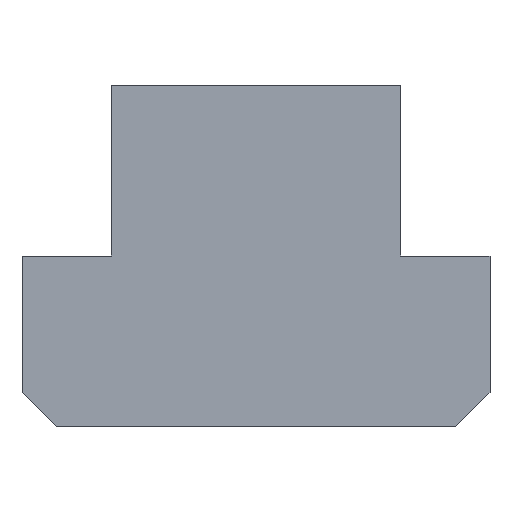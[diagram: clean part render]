
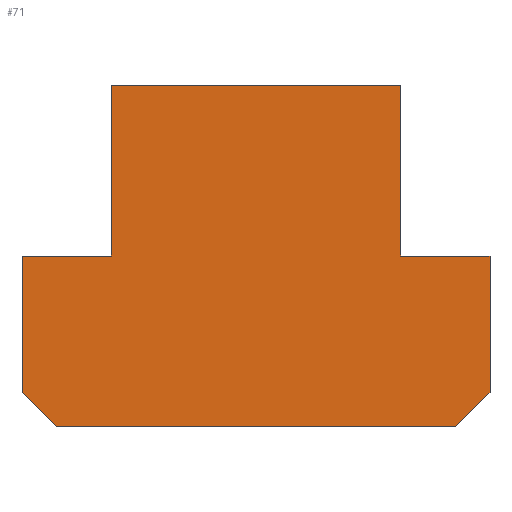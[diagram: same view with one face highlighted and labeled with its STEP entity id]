
A CAD part, front view. The second image highlights one B-rep face of the part: STEP entity #71.
In plain terms, the highlighted planar face has unit normal (0, -1, 0).
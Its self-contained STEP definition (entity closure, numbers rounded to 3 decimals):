
#71=ADVANCED_FACE('',(#138),#139,.T.);
#138=FACE_OUTER_BOUND('',#196,.T.);
#139=PLANE('',#197);
#196=EDGE_LOOP('',(#331,#332,#333,#334,#335,#336,#337,#338,#339,#340));
#197=AXIS2_PLACEMENT_3D('',#341,#342,#343);
#331=ORIENTED_EDGE('',*,*,#379,.F.);
#332=ORIENTED_EDGE('',*,*,#399,.F.);
#333=ORIENTED_EDGE('',*,*,#396,.F.);
#334=ORIENTED_EDGE('',*,*,#393,.F.);
#335=ORIENTED_EDGE('',*,*,#372,.F.);
#336=ORIENTED_EDGE('',*,*,#391,.F.);
#337=ORIENTED_EDGE('',*,*,#388,.F.);
#338=ORIENTED_EDGE('',*,*,#385,.F.);
#339=ORIENTED_EDGE('',*,*,#382,.F.);
#340=ORIENTED_EDGE('',*,*,#377,.F.);
#341=CARTESIAN_POINT('',(0.,-11.0,-0.69));
#342=DIRECTION('',(0.0,-1.0,0.));
#343=DIRECTION('',(1.0,0.0,0.0));
#372=EDGE_CURVE('',#444,#446,#447,.T.);
#377=EDGE_CURVE('',#452,#450,#454,.T.);
#379=EDGE_CURVE('',#456,#452,#457,.T.);
#382=EDGE_CURVE('',#450,#460,#461,.T.);
#385=EDGE_CURVE('',#460,#464,#465,.T.);
#388=EDGE_CURVE('',#464,#468,#469,.T.);
#391=EDGE_CURVE('',#468,#444,#472,.T.);
#393=EDGE_CURVE('',#446,#474,#475,.T.);
#396=EDGE_CURVE('',#474,#478,#479,.T.);
#399=EDGE_CURVE('',#478,#456,#482,.T.);
#444=VERTEX_POINT('',#541);
#446=VERTEX_POINT('',#544);
#447=LINE('',#545,#546);
#450=VERTEX_POINT('',#550);
#452=VERTEX_POINT('',#553);
#454=LINE('',#556,#557);
#456=VERTEX_POINT('',#559);
#457=LINE('',#560,#561);
#460=VERTEX_POINT('',#565);
#461=LINE('',#566,#567);
#464=VERTEX_POINT('',#571);
#465=LINE('',#572,#573);
#468=VERTEX_POINT('',#577);
#469=LINE('',#578,#579);
#472=LINE('',#583,#584);
#474=VERTEX_POINT('',#586);
#475=LINE('',#587,#588);
#478=VERTEX_POINT('',#592);
#479=LINE('',#593,#594);
#482=LINE('',#598,#599);
#541=CARTESIAN_POINT('',(-6.8,-11.0,8.0));
#544=CARTESIAN_POINT('',(6.8,-11.0,8.0));
#545=CARTESIAN_POINT('',(6.8,-11.0,8.0));
#546=VECTOR('',#635,1.0);
#550=CARTESIAN_POINT('',(-9.4,-11.0,-8.));
#553=CARTESIAN_POINT('',(9.4,-11.0,-8.));
#556=CARTESIAN_POINT('',(-9.4,-11.0,-8.));
#557=VECTOR('',#639,1.0);
#559=CARTESIAN_POINT('',(11.0,-11.0,-6.4));
#560=CARTESIAN_POINT('',(9.4,-11.0,-8.));
#561=VECTOR('',#640,1.0);
#565=CARTESIAN_POINT('',(-11.,-11.0,-6.4));
#566=CARTESIAN_POINT('',(-11.,-11.0,-6.4));
#567=VECTOR('',#642,1.);
#571=CARTESIAN_POINT('',(-11.,-11.0,0.0));
#572=CARTESIAN_POINT('',(-11.,-11.0,0.0));
#573=VECTOR('',#644,1.0);
#577=CARTESIAN_POINT('',(-6.8,-11.0,0.0));
#578=CARTESIAN_POINT('',(-6.8,-11.0,0.0));
#579=VECTOR('',#646,1.0);
#583=CARTESIAN_POINT('',(-6.8,-11.0,8.0));
#584=VECTOR('',#648,1.0);
#586=CARTESIAN_POINT('',(6.8,-11.0,0.0));
#587=CARTESIAN_POINT('',(6.8,-11.0,0.0));
#588=VECTOR('',#649,1.0);
#592=CARTESIAN_POINT('',(11.0,-11.0,0.0));
#593=CARTESIAN_POINT('',(11.0,-11.0,0.0));
#594=VECTOR('',#651,1.0);
#598=CARTESIAN_POINT('',(11.0,-11.0,-6.4));
#599=VECTOR('',#653,1.0);
#635=DIRECTION('',(1.0,0.0,0.0));
#639=DIRECTION('',(-1.0,0.0,0.0));
#640=DIRECTION('',(-0.707,0.,-0.707));
#642=DIRECTION('',(-0.707,0.,0.707));
#644=DIRECTION('',(0.0,0.,1.0));
#646=DIRECTION('',(1.0,0.0,0.0));
#648=DIRECTION('',(0.0,0.,1.0));
#649=DIRECTION('',(0.0,0.,-1.0));
#651=DIRECTION('',(1.0,0.0,0.0));
#653=DIRECTION('',(0.0,0.,-1.0));
